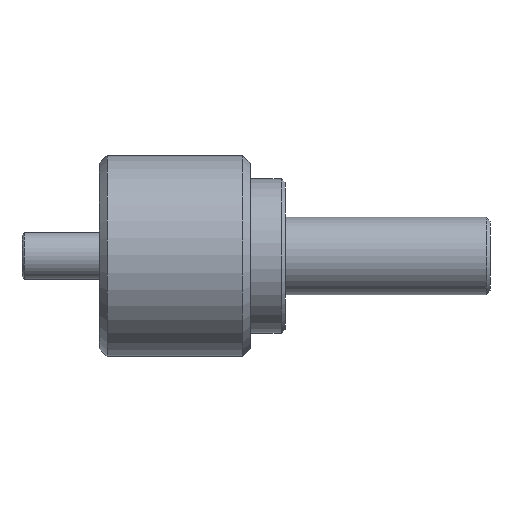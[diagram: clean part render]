
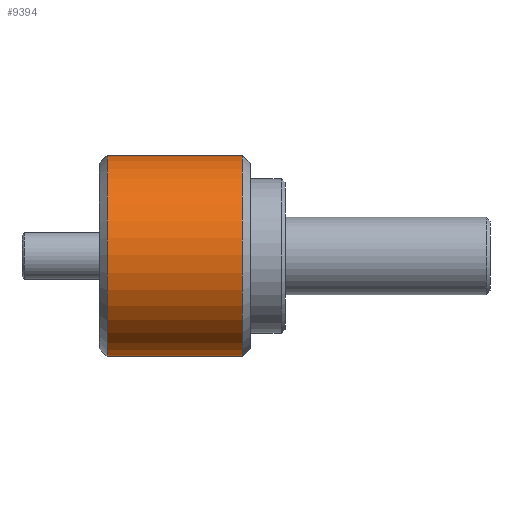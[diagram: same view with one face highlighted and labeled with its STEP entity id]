
A CAD part, front view. The second image highlights one B-rep face of the part: STEP entity #9394.
In plain terms, the highlighted cylindrical face has radius 13 mm (diameter 26 mm), a full revolution.
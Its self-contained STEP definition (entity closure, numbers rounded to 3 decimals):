
#22 = EDGE_LOOP ( 'NONE', ( #5602 ) ) ;
#537 = AXIS2_PLACEMENT_3D ( 'NONE', #6714, #7576, #6460 ) ;
#1080 = AXIS2_PLACEMENT_3D ( 'NONE', #3666, #4535, #8736 ) ;
#1781 = EDGE_CURVE ( 'NONE', #4016, #4016, #4007, .T. ) ;
#2621 = FACE_OUTER_BOUND ( 'NONE', #22, .T. ) ;
#2697 = EDGE_LOOP ( 'NONE', ( #6351 ) ) ;
#2883 = EDGE_CURVE ( 'NONE', #7315, #7315, #5623, .T. ) ;
#3666 = CARTESIAN_POINT ( 'NONE',  ( 11., 0., 0. ) ) ;
#4007 = CIRCLE ( 'NONE', #1080, 13. ) ;
#4016 = VERTEX_POINT ( 'NONE', #5111 ) ;
#4337 = FACE_OUTER_BOUND ( 'NONE', #2697, .T. ) ;
#4535 = DIRECTION ( 'NONE',  ( 1., 0., 0. ) ) ;
#5111 = CARTESIAN_POINT ( 'NONE',  ( 11., 2.179, -12.816 ) ) ;
#5602 = ORIENTED_EDGE ( 'NONE', *, *, #1781, .T. ) ;
#5623 = CIRCLE ( 'NONE', #5936, 13. ) ;
#5936 = AXIS2_PLACEMENT_3D ( 'NONE', #8487, #7880, #6528 ) ;
#6164 = CYLINDRICAL_SURFACE ( 'NONE', #537, 13. ) ;
#6351 = ORIENTED_EDGE ( 'NONE', *, *, #2883, .F. ) ;
#6460 = DIRECTION ( 'NONE',  ( 0., 0.168, -0.986 ) ) ;
#6528 = DIRECTION ( 'NONE',  ( 0., 0.168, -0.986 ) ) ;
#6714 = CARTESIAN_POINT ( 'NONE',  ( 29.5, 0., 0. ) ) ;
#7315 = VERTEX_POINT ( 'NONE', #9430 ) ;
#7576 = DIRECTION ( 'NONE',  ( 1., 0., 0. ) ) ;
#7880 = DIRECTION ( 'NONE',  ( 1., 0., 0. ) ) ;
#8487 = CARTESIAN_POINT ( 'NONE',  ( 28.5, 0., 0. ) ) ;
#8736 = DIRECTION ( 'NONE',  ( 0., 0.168, -0.986 ) ) ;
#9394 = ADVANCED_FACE ( 'NONE', ( #4337, #2621 ), #6164, .T. ) ;
#9430 = CARTESIAN_POINT ( 'NONE',  ( 28.5, 2.179, -12.816 ) ) ;
